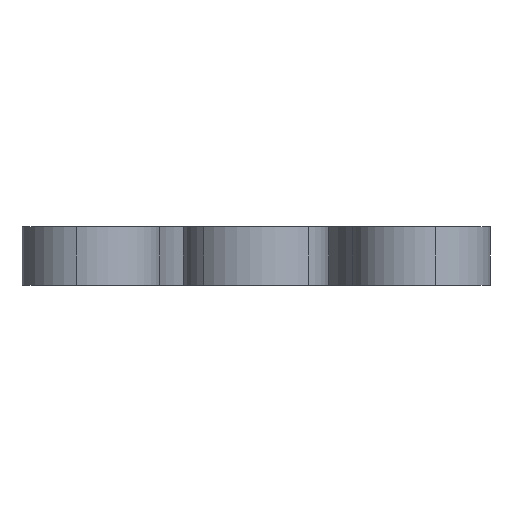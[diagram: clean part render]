
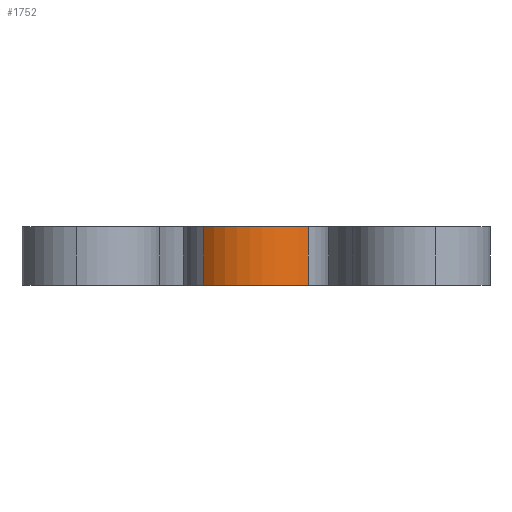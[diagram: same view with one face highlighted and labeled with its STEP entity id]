
A CAD part, front view. The second image highlights one B-rep face of the part: STEP entity #1752.
In plain terms, the highlighted cylindrical face has radius 14.287 mm (diameter 28.575 mm), a partial arc.
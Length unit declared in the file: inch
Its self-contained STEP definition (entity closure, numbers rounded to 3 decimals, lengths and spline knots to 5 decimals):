
#183=LINE('',#2930,#339);
#184=LINE('',#2933,#340);
#339=VECTOR('',#2370,0.438);
#340=VECTOR('',#2373,0.438);
#397=CYLINDRICAL_SURFACE('',#1911,0.5625);
#499=FACE_OUTER_BOUND('',#594,.T.);
#594=EDGE_LOOP('',(#1418,#1419,#1420,#1421));
#702=CIRCLE('',#1912,0.5625);
#703=CIRCLE('',#1913,0.5625);
#884=VERTEX_POINT('',#2926);
#885=VERTEX_POINT('',#2927);
#886=VERTEX_POINT('',#2929);
#887=VERTEX_POINT('',#2931);
#1108=EDGE_CURVE('',#884,#885,#702,.T.);
#1109=EDGE_CURVE('',#884,#886,#183,.T.);
#1110=EDGE_CURVE('',#887,#886,#703,.T.);
#1111=EDGE_CURVE('',#885,#887,#184,.T.);
#1418=ORIENTED_EDGE('',*,*,#1108,.F.);
#1419=ORIENTED_EDGE('',*,*,#1109,.T.);
#1420=ORIENTED_EDGE('',*,*,#1110,.F.);
#1421=ORIENTED_EDGE('',*,*,#1111,.F.);
#1752=ADVANCED_FACE('',(#499),#397,.T.);
#1911=AXIS2_PLACEMENT_3D('',#2925,#2366,#2367);
#1912=AXIS2_PLACEMENT_3D('',#2928,#2368,#2369);
#1913=AXIS2_PLACEMENT_3D('',#2932,#2371,#2372);
#2366=DIRECTION('center_axis',(0.,0.,-1.));
#2367=DIRECTION('ref_axis',(-0.696,-0.718,0.));
#2368=DIRECTION('center_axis',(0.,0.,1.));
#2369=DIRECTION('ref_axis',(-0.696,-0.718,0.));
#2370=DIRECTION('',(0.,0.,-1.));
#2371=DIRECTION('center_axis',(0.,0.,-1.));
#2372=DIRECTION('ref_axis',(-0.696,-0.718,0.));
#2373=DIRECTION('',(0.,0.,-1.));
#2925=CARTESIAN_POINT('Origin',(0.,-1.375,0.438));
#2926=CARTESIAN_POINT('',(-0.39159,-1.77881,0.438));
#2927=CARTESIAN_POINT('',(0.39159,-1.77881,0.438));
#2928=CARTESIAN_POINT('Origin',(0.,-1.375,0.438));
#2929=CARTESIAN_POINT('',(-0.39159,-1.77881,0.));
#2930=CARTESIAN_POINT('',(-0.39159,-1.77881,0.438));
#2931=CARTESIAN_POINT('',(0.39159,-1.77881,0.));
#2932=CARTESIAN_POINT('Origin',(0.,-1.375,0.));
#2933=CARTESIAN_POINT('',(0.39159,-1.77881,0.438));
